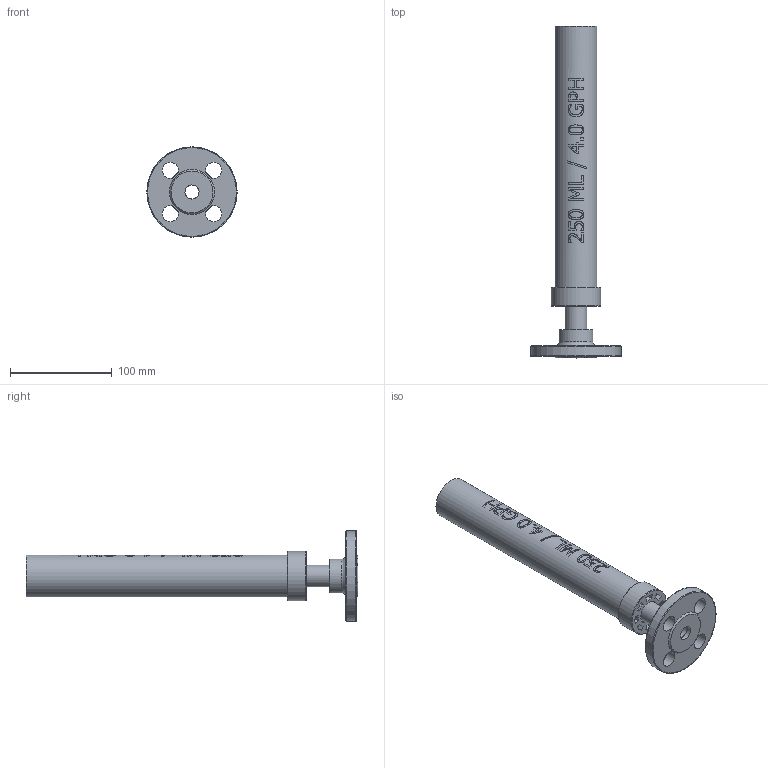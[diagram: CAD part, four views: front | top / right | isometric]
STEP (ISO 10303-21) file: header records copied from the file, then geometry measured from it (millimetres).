
FILE_DESCRIPTION((''),'2;1');
FILE_NAME('PV#1-250-F_R0.iam.stp','2016-10-13T14:09:14',(''),(''),'Autodesk Inventor 2009','Autodesk Inventor 2009','');
FILE_SCHEMA(('AUTOMOTIVE_DESIGN { 1 0 10303 214 1 1 1 1 }'));
Length unit declared in the file: inch
Products named in the file (6): PV#1-250-F_R0; SA-50FLG-PVC_R0; FLG-50PVC_R0; PIPE-50PVC_R0; PV-250-TUBE_R0; PV-SW-250_R2
Assembly tree (5 placements, depth 3):
  PV#1-250-F_R0
    SA-50FLG-PVC_R0
      FLG-50PVC_R0
      PIPE-50PVC_R0
    PV-250-TUBE_R0
    PV-SW-250_R2
Bounding box: 88.9 x 327.02 x 88.9 mm (x, y, z)
Volume: 150788.2 mm3; surface area: 103225.3 mm2
Topology: 4 solids, 4 shells, 245 faces, 625 edges, 412 vertices
Faces by surface type: bspline 120, plane 90, cylinder 21, cone 14
Full cylindrical faces by diameter (mm): 15.875 x2, 38.227 x1, 41.275 x1, 48.514 x1
Entity records: 38911 total; most frequent: CARTESIAN_POINT 33581, ORIENTED_EDGE 1188, DIRECTION 788, EDGE_CURVE 594, VERTEX_POINT 407, EDGE_LOOP 311, AXIS2_PLACEMENT_3D 282, FACE_OUTER_BOUND 245
